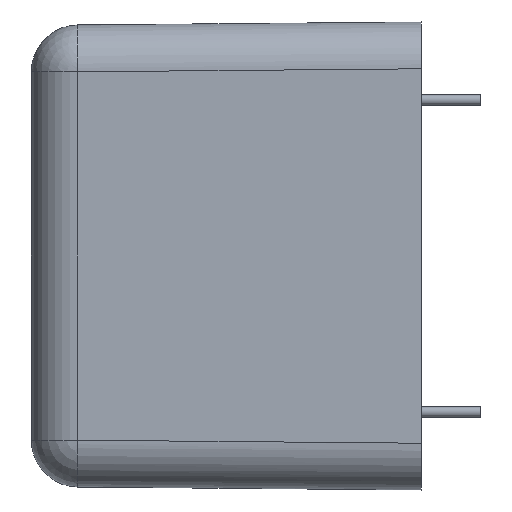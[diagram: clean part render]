
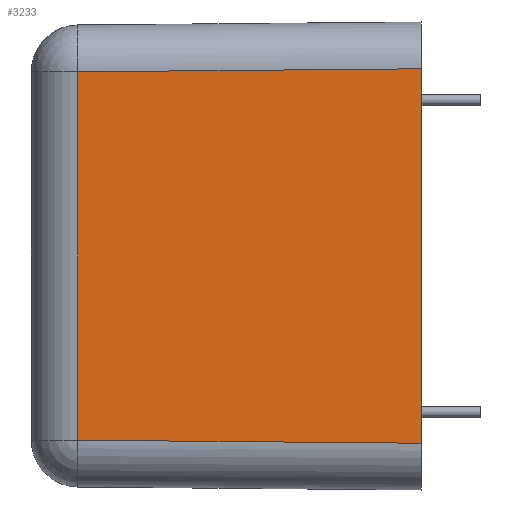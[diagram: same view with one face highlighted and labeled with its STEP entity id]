
A CAD part, left-side view. The second image highlights one B-rep face of the part: STEP entity #3233.
In plain terms, the highlighted planar face has unit normal (-1, 0.009, 0).
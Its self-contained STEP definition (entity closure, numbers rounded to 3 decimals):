
#377 = ORIENTED_EDGE ( 'NONE', *, *, #564, .T. ) ;
#564 = EDGE_CURVE ( 'NONE', #2323, #1075, #972, .T. ) ;
#568 = VECTOR ( 'NONE', #3166, 1000. ) ;
#612 = CARTESIAN_POINT ( 'NONE',  ( -17.808, 22.026, -11.808 ) ) ;
#772 = DIRECTION ( 'NONE',  ( 0.009, 1., -0.009 ) ) ;
#802 = DIRECTION ( 'NONE',  ( -1., 0.009, 0. ) ) ;
#855 = LINE ( 'NONE', #1345, #568 ) ;
#860 = DIRECTION ( 'NONE',  ( 0., 0., 1. ) ) ;
#904 = AXIS2_PLACEMENT_3D ( 'NONE', #2046, #802, #1009 ) ;
#972 = LINE ( 'NONE', #3256, #2528 ) ;
#1009 = DIRECTION ( 'NONE',  ( -0.009, -1., 0. ) ) ;
#1075 = VERTEX_POINT ( 'NONE', #1651 ) ;
#1322 = ORIENTED_EDGE ( 'NONE', *, *, #2327, .T. ) ;
#1345 = CARTESIAN_POINT ( 'NONE',  ( -17.808, 22.026, -15. ) ) ;
#1651 = CARTESIAN_POINT ( 'NONE',  ( -18., 0., -12. ) ) ;
#1902 = ORIENTED_EDGE ( 'NONE', *, *, #2587, .T. ) ;
#2000 = LINE ( 'NONE', #2088, #2600 ) ;
#2046 = CARTESIAN_POINT ( 'NONE',  ( -18., 0., -15. ) ) ;
#2088 = CARTESIAN_POINT ( 'NONE',  ( -17.998, 0.236, 11.998 ) ) ;
#2177 = ORIENTED_EDGE ( 'NONE', *, *, #2661, .T. ) ;
#2317 = VERTEX_POINT ( 'NONE', #2354 ) ;
#2323 = VERTEX_POINT ( 'NONE', #612 ) ;
#2327 = EDGE_CURVE ( 'NONE', #1075, #2317, #2585, .T. ) ;
#2354 = CARTESIAN_POINT ( 'NONE',  ( -18., 0., 12. ) ) ;
#2382 = VECTOR ( 'NONE', #860, 1000. ) ;
#2440 = VERTEX_POINT ( 'NONE', #2805 ) ;
#2454 = DIRECTION ( 'NONE',  ( -0.009, -1., -0.009 ) ) ;
#2528 = VECTOR ( 'NONE', #2454, 1000. ) ;
#2585 = LINE ( 'NONE', #2621, #2382 ) ;
#2587 = EDGE_CURVE ( 'NONE', #2317, #2440, #2000, .T. ) ;
#2600 = VECTOR ( 'NONE', #772, 1000. ) ;
#2621 = CARTESIAN_POINT ( 'NONE',  ( -18., 0., -15. ) ) ;
#2661 = EDGE_CURVE ( 'NONE', #2440, #2323, #855, .T. ) ;
#2777 = FACE_OUTER_BOUND ( 'NONE', #3142, .T. ) ;
#2805 = CARTESIAN_POINT ( 'NONE',  ( -17.808, 22.026, 11.808 ) ) ;
#3142 = EDGE_LOOP ( 'NONE', ( #1322, #1902, #2177, #377 ) ) ;
#3166 = DIRECTION ( 'NONE',  ( 0., 0., -1. ) ) ;
#3233 = ADVANCED_FACE ( 'NONE', ( #2777 ), #3262, .T. ) ;
#3256 = CARTESIAN_POINT ( 'NONE',  ( -18., -0.026, -12. ) ) ;
#3262 = PLANE ( 'NONE',  #904 ) ;
